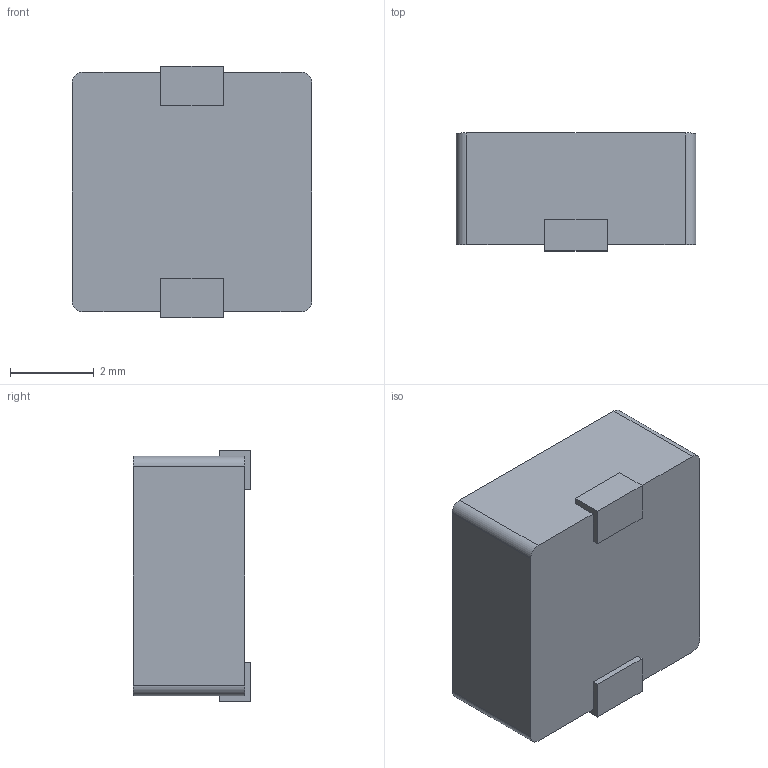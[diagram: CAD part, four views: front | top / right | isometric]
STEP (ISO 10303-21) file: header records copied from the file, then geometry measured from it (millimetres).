
FILE_DESCRIPTION (( 'STEP AP214' ), '1' );
FILE_NAME ('ECBA88E9-E088-4AAA-89B6-5BDBB913E80E.STEP', '2022-07-28T16:50:09', ( '' ), ( '' ), 'SwSTEP 2.0', 'SolidWorks 2022', '' );
FILE_SCHEMA (( 'AUTOMOTIVE_DESIGN' ));
Length unit declared in the file: millimetre
Products named in the file (1): ECBA88E9-E088-4AAA-89B6-5BDBB913E80E
Bounding box: 5.7 x 2.8 x 6 mm (x, y, z)
Volume: 86.7 mm3; surface area: 126.9 mm2
Topology: 1 solids, 1 shells, 118 faces, 321 edges, 214 vertices
Faces by surface type: plane 75, bspline 39, cylinder 4
Entity records: 5849 total; most frequent: CARTESIAN_POINT 2957, ORIENTED_EDGE 642, DIRECTION 411, EDGE_CURVE 321, VECTOR 235, LINE 235, VERTEX_POINT 214, EDGE_LOOP 127
